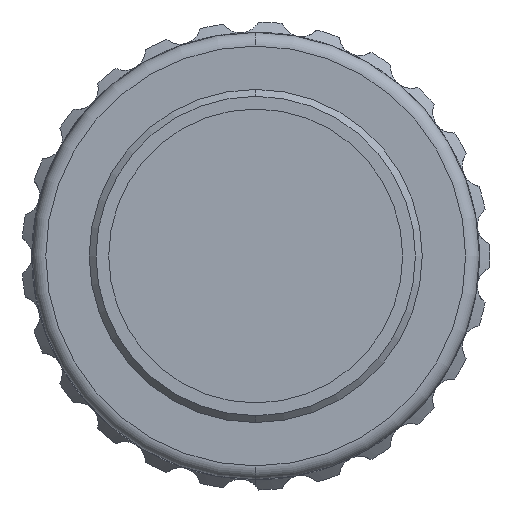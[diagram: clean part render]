
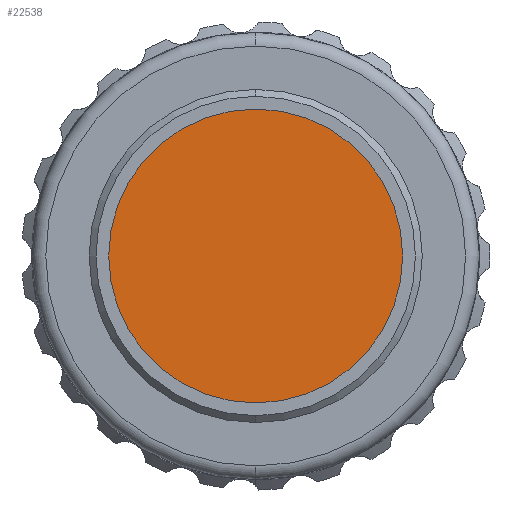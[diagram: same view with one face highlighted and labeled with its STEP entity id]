
A CAD part, left-side view. The second image highlights one B-rep face of the part: STEP entity #22538.
In plain terms, the highlighted planar face has unit normal (-1, 0, 0).
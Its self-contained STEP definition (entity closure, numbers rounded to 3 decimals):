
#347 = DIRECTION ( 'NONE',  ( -1., 0., 0. ) ) ;
#3175 = EDGE_LOOP ( 'NONE', ( #10349, #23479 ) ) ;
#3433 = DIRECTION ( 'NONE',  ( -1., 0., 0. ) ) ;
#3473 = DIRECTION ( 'NONE',  ( -1., 0., 0. ) ) ;
#5443 = CARTESIAN_POINT ( 'NONE',  ( 34.9, 0., 0. ) ) ;
#5942 = DIRECTION ( 'NONE',  ( 0., 0., 1. ) ) ;
#6841 = AXIS2_PLACEMENT_3D ( 'NONE', #12996, #3433, #10523 ) ;
#6927 = EDGE_CURVE ( 'NONE', #25450, #29367, #32409, .T. ) ;
#8098 = FACE_OUTER_BOUND ( 'NONE', #3175, .T. ) ;
#10349 = ORIENTED_EDGE ( 'NONE', *, *, #13818, .T. ) ;
#10523 = DIRECTION ( 'NONE',  ( 0., 0., 1. ) ) ;
#11533 = AXIS2_PLACEMENT_3D ( 'NONE', #22923, #3473, #5942 ) ;
#12996 = CARTESIAN_POINT ( 'NONE',  ( 34.9, 0., 0. ) ) ;
#13818 = EDGE_CURVE ( 'NONE', #29367, #25450, #19475, .T. ) ;
#19475 = CIRCLE ( 'NONE', #6841, 10.676 ) ;
#20432 = DIRECTION ( 'NONE',  ( 0., 0., 1. ) ) ;
#20609 = PLANE ( 'NONE',  #11533 ) ;
#22538 = ADVANCED_FACE ( 'NONE', ( #8098 ), #20609, .T. ) ;
#22923 = CARTESIAN_POINT ( 'NONE',  ( 34.9, 0., 0. ) ) ;
#23479 = ORIENTED_EDGE ( 'NONE', *, *, #6927, .T. ) ;
#23501 = AXIS2_PLACEMENT_3D ( 'NONE', #5443, #347, #20432 ) ;
#25450 = VERTEX_POINT ( 'NONE', #27629 ) ;
#27629 = CARTESIAN_POINT ( 'NONE',  ( 34.9, 0., -10.676 ) ) ;
#29128 = CARTESIAN_POINT ( 'NONE',  ( 34.9, 0., 10.676 ) ) ;
#29367 = VERTEX_POINT ( 'NONE', #29128 ) ;
#32409 = CIRCLE ( 'NONE', #23501, 10.676 ) ;
